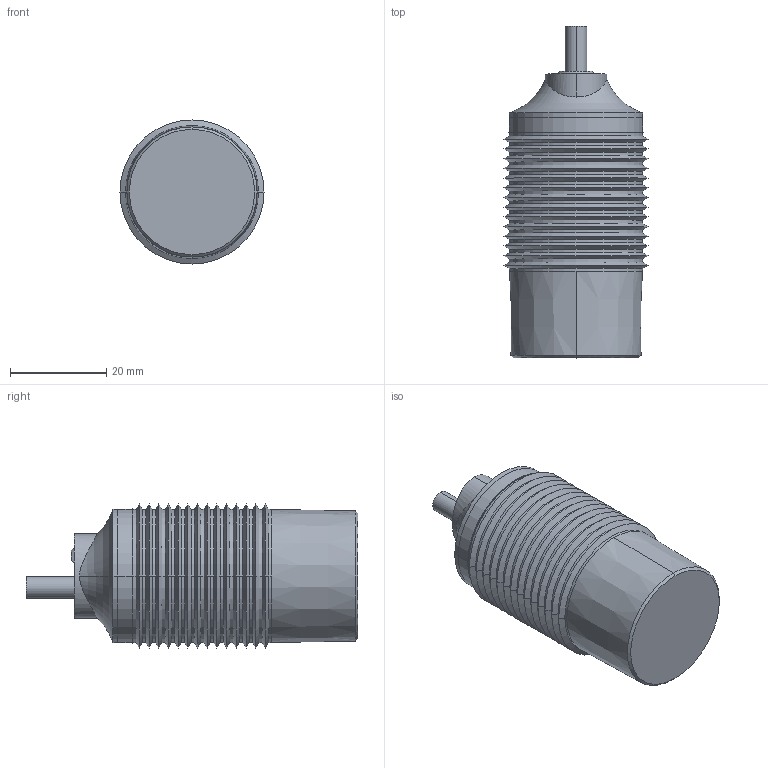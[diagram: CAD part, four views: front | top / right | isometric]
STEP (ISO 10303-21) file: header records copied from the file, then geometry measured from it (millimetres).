
FILE_DESCRIPTION(('STEP AP214'),'1');
FILE_NAME('cctmp_562B4837-80A6-4E42-943C-34F0D6FDC898_2020_11_4_13_1_6_187..stp','2020-11-04T12:01:06',('Pepperl+Fuchs GmbH'),('CADClick - www.CADClick.com'),'Spatial InterOp 3D',' ','unknown authorization');
FILE_SCHEMA(('AUTOMOTIVE_DESIGN { 1 0 10303 214 1 1 1 1 }'));
Length unit declared in the file: millimetre
Products named in the file (1): 2020_11_04__13-01-06-186
Bounding box: 30 x 69.1 x 30 mm (x, y, z)
Volume: 24652.4 mm3; surface area: 10622.7 mm2
Topology: 1 solids, 3 shells, 128 faces, 267 edges, 146 vertices
Faces by surface type: cone 71, cylinder 39, plane 14, torus 2, bspline 2
Entity records: 4548 total; most frequent: CARTESIAN_POINT 769, DIRECTION 633, ORIENTED_EDGE 524, EDGE_CURVE 262, AXIS2_PLACEMENT_3D 259, VERTEX_POINT 146, EDGE_LOOP 134, CIRCLE 130
